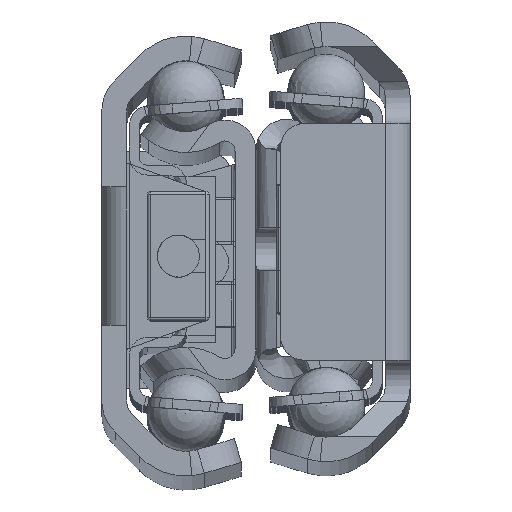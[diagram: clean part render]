
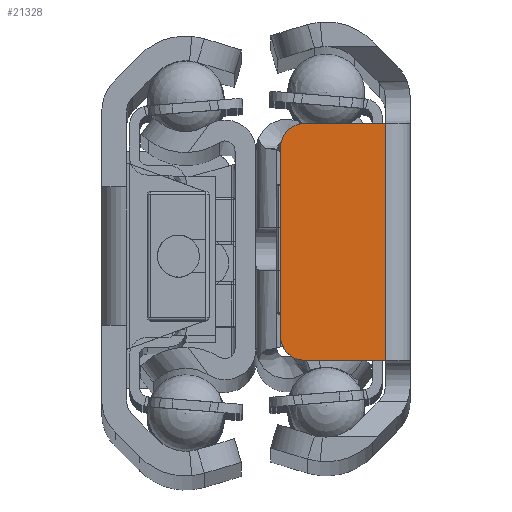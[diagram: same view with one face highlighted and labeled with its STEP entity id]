
A CAD part, top view. The second image highlights one B-rep face of the part: STEP entity #21328.
In plain terms, the highlighted planar face has unit normal (0, 0, 1).
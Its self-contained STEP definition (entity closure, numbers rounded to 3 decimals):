
#726=CIRCLE('',#22681,1.5);
#727=CIRCLE('',#22682,1.5);
#2158=FACE_OUTER_BOUND('',#3316,.T.);
#3316=EDGE_LOOP('',(#14408,#14409,#14410,#14411,#14412,#14413));
#4552=LINE('',#31513,#6721);
#4555=LINE('',#31538,#6724);
#4558=LINE('',#31544,#6727);
#4559=LINE('',#31548,#6728);
#6721=VECTOR('',#25005,10.);
#6724=VECTOR('',#25016,10.);
#6727=VECTOR('',#25021,10.);
#6728=VECTOR('',#25024,10.);
#8892=VERTEX_POINT('',#31510);
#8893=VERTEX_POINT('',#31512);
#8897=VERTEX_POINT('',#31537);
#8899=VERTEX_POINT('',#31543);
#8900=VERTEX_POINT('',#31545);
#8901=VERTEX_POINT('',#31547);
#11003=EDGE_CURVE('',#8892,#8893,#4552,.T.);
#11010=EDGE_CURVE('',#8897,#8893,#4555,.T.);
#11013=EDGE_CURVE('',#8892,#8899,#4558,.T.);
#11014=EDGE_CURVE('',#8900,#8899,#726,.T.);
#11015=EDGE_CURVE('',#8900,#8901,#4559,.T.);
#11016=EDGE_CURVE('',#8897,#8901,#727,.T.);
#14408=ORIENTED_EDGE('',*,*,#11003,.F.);
#14409=ORIENTED_EDGE('',*,*,#11013,.T.);
#14410=ORIENTED_EDGE('',*,*,#11014,.F.);
#14411=ORIENTED_EDGE('',*,*,#11015,.T.);
#14412=ORIENTED_EDGE('',*,*,#11016,.F.);
#14413=ORIENTED_EDGE('',*,*,#11010,.T.);
#20736=PLANE('',#22680);
#21328=ADVANCED_FACE('',(#2158),#20736,.T.);
#22680=AXIS2_PLACEMENT_3D('',#31542,#25019,#25020);
#22681=AXIS2_PLACEMENT_3D('',#31546,#25022,#25023);
#22682=AXIS2_PLACEMENT_3D('',#31549,#25025,#25026);
#25005=DIRECTION('',(-1.,0.,0.));
#25016=DIRECTION('',(0.,-1.,0.));
#25019=DIRECTION('center_axis',(0.,0.,1.));
#25020=DIRECTION('ref_axis',(1.,0.,0.));
#25021=DIRECTION('',(0.,1.,0.));
#25022=DIRECTION('center_axis',(0.,0.,-1.));
#25023=DIRECTION('ref_axis',(0.707,0.707,0.));
#25024=DIRECTION('',(-1.,0.,0.));
#25025=DIRECTION('center_axis',(0.,0.,-1.));
#25026=DIRECTION('ref_axis',(-0.707,0.707,0.));
#31510=CARTESIAN_POINT('',(7.3,-3.68,250.));
#31512=CARTESIAN_POINT('',(-7.3,-3.68,250.));
#31513=CARTESIAN_POINT('',(4.433,-3.68,250.));
#31537=CARTESIAN_POINT('',(-7.3,1.32,250.));
#31538=CARTESIAN_POINT('',(-7.3,-3.846,250.));
#31542=CARTESIAN_POINT('Origin',(0.,-2.512,
250.));
#31543=CARTESIAN_POINT('',(7.3,1.32,250.));
#31544=CARTESIAN_POINT('',(7.3,-3.846,250.));
#31545=CARTESIAN_POINT('',(5.8,2.82,250.));
#31546=CARTESIAN_POINT('Origin',(5.8,1.32,250.));
#31547=CARTESIAN_POINT('',(-5.8,2.82,250.));
#31548=CARTESIAN_POINT('',(7.3,2.82,250.));
#31549=CARTESIAN_POINT('Origin',(-5.8,1.32,250.));
